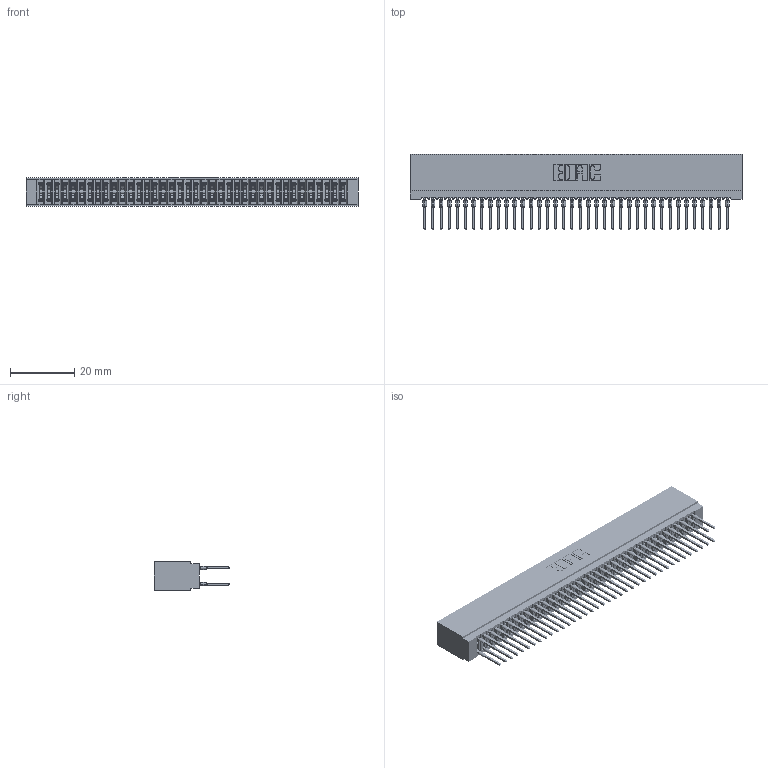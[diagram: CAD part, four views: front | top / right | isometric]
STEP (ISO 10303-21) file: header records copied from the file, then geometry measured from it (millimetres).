
FILE_DESCRIPTION (( 'STEP AP203' ), '1' );
FILE_NAME ('725-076-522-201.STEP', '2026-02-24T18:50:00', ( '' ), ( '' ), 'SwSTEP 2.0', 'SolidWorks 2023', '' );
FILE_SCHEMA (( 'CONFIG_CONTROL_DESIGN' ));
Length unit declared in the file: millimetre
Products named in the file (3): 745-292-001_522; 725-076-522-201; 725 Part_Insulator Option - 01
Assembly tree (77 placements, depth 2):
  725-076-522-201
    725 Part_Insulator Option - 01
    745-292-001_522  x76
Bounding box: 103.12 x 23.51 x 8.89 mm (x, y, z)
Volume: 8278.5 mm3; surface area: 17679.9 mm2
Topology: 77 solids, 77 shells, 6897 faces, 18532 edges, 11644 vertices
Faces by surface type: plane 3551, bspline 1520, cylinder 1370, torus 456
Entity records: 64484 total; most frequent: CARTESIAN_POINT 11687, ORIENTED_EDGE 11114, DIRECTION 9715, EDGE_CURVE 5557, LINE 5147, VECTOR 5147, VERTEX_POINT 3544, AXIS2_PLACEMENT_3D 2284
